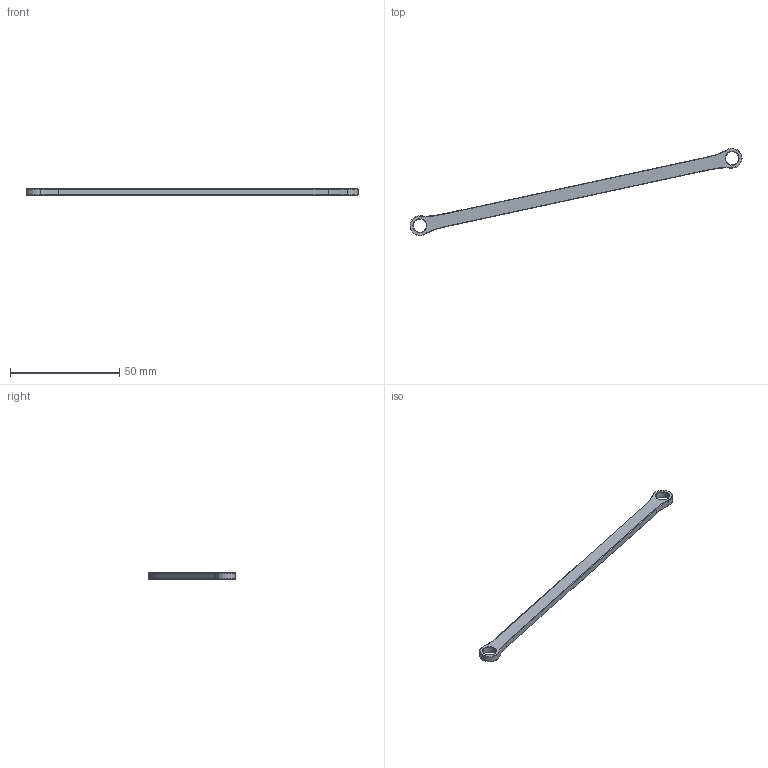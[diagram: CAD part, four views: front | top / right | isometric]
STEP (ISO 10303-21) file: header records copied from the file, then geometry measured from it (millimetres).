
FILE_DESCRIPTION (( 'STEP AP203' ), '1' );
FILE_NAME ('Part10-m_Default_sldprt.STEP', '2018-07-13T16:59:07', ( '' ), ( '' ), 'SwSTEP 2.0', 'SolidWorks 2014', '' );
FILE_SCHEMA (( 'CONFIG_CONTROL_DESIGN' ));
Length unit declared in the file: millimetre
Products named in the file (1): Part10-m_Default_sldprt
Bounding box: 151.71 x 39.81 x 3 mm (x, y, z)
Volume: 2713.6 mm3; surface area: 2840.9 mm2
Topology: 1 solids, 1 shells, 41 faces, 91 edges, 52 vertices
Faces by surface type: torus 22, cylinder 15, plane 4
Entity records: 1232 total; most frequent: DIRECTION 245, CARTESIAN_POINT 185, ORIENTED_EDGE 182, AXIS2_PLACEMENT_3D 112, EDGE_CURVE 91, CIRCLE 70, VERTEX_POINT 52, EDGE_LOOP 45
